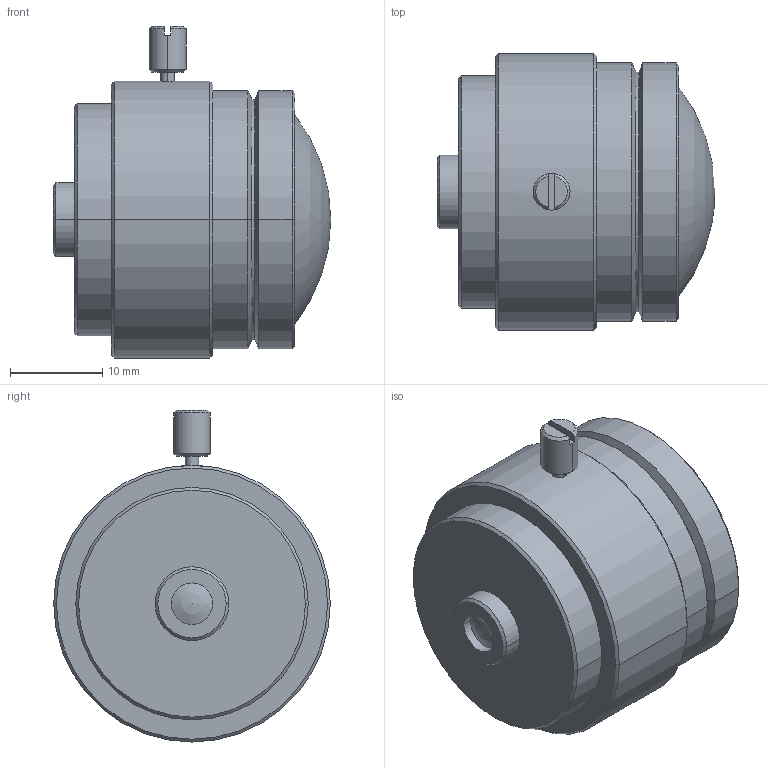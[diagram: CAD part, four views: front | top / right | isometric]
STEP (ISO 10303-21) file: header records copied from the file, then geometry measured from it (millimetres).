
FILE_DESCRIPTION(('Open CASCADE Model'),'2;1');
FILE_NAME('Open CASCADE Shape Model','2026-02-19T21:53:32',('Author'),( 'Open CASCADE'),'Open CASCADE STEP processor 7.7','Open CASCADE 7.7' ,'Unknown');
FILE_SCHEMA(('AUTOMOTIVE_DESIGN { 1 0 10303 214 1 1 1 1 }'));
Length unit declared in the file: millimetre
Products named in the file (2): L008-F-1.55-CS
Assembly tree (1 placements, depth 2):
  L008-F-1.55-CS
    L008-F-1.55-CS
Bounding box: 30.1 x 30 x 36 mm (x, y, z)
Volume: 16138.4 mm3; surface area: 4024.8 mm2
Topology: 1 solids, 1 shells, 57 faces, 122 edges, 74 vertices
Faces by surface type: cylinder 24, cone 18, plane 13, sphere 2
Entity records: 3579 total; most frequent: CARTESIAN_POINT 1038, DIRECTION 497, ORIENTED_EDGE 240, PCURVE 240, DEFINITIONAL_REPRESENTATION 240, LINE 235, VECTOR 235, AXIS2_PLACEMENT_3D 123
